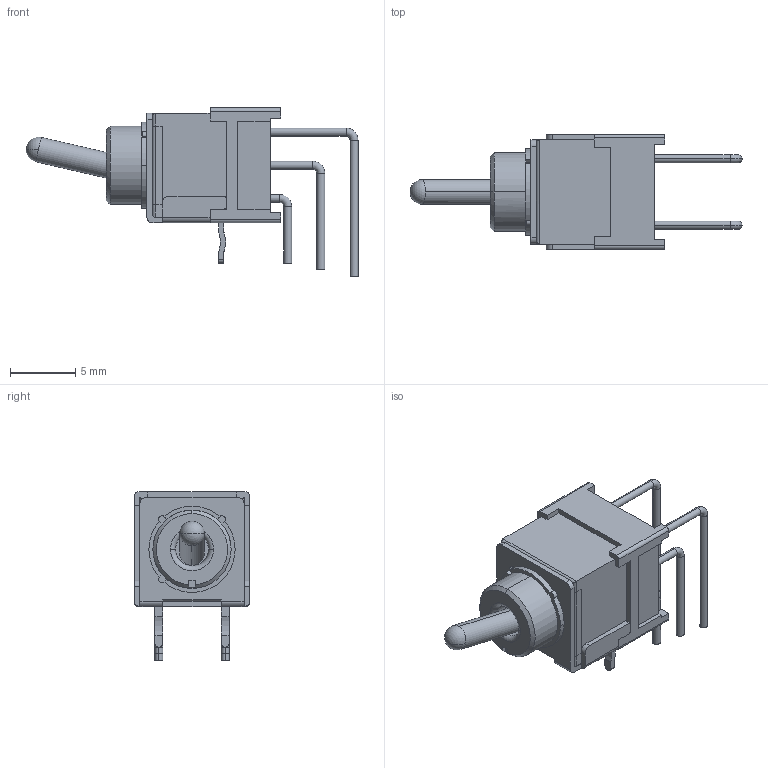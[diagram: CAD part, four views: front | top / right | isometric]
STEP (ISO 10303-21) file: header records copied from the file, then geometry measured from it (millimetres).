
FILE_DESCRIPTION((''),'2;1');
FILE_NAME('SW_NKK_B12JJVC.stp','2011-03-08T08:53:51',(''),(''),'Mechanical Desktop 2011','Mechanical Desktop 2011',', , ');
FILE_SCHEMA(('AUTOMOTIVE_DESIGN { 1 2 10303 214 1 1 1 1 }'));
Length unit declared in the file: millimetre
Products named in the file (1): Product
Bounding box: 25.42 x 8.79 x 12.88 mm (x, y, z)
Volume: 776.3 mm3; surface area: 1201.2 mm2
Topology: 11 solids, 11 shells, 251 faces, 672 edges, 473 vertices
Faces by surface type: plane 150, cylinder 83, torus 14, sphere 2, cone 2
Entity records: 7827 total; most frequent: CARTESIAN_POINT 1371, DIRECTION 1360, ORIENTED_EDGE 1276, EDGE_CURVE 638, VECTOR 476, LINE 476, AXIS2_PLACEMENT_3D 442, VERTEX_POINT 409
